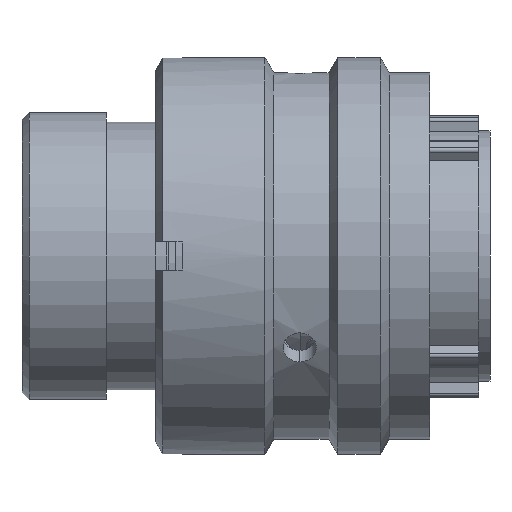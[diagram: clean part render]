
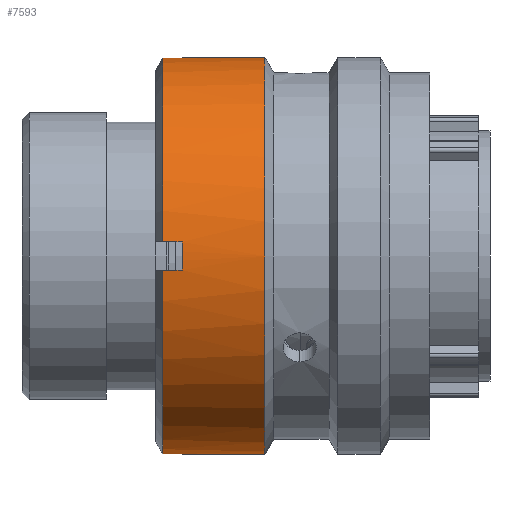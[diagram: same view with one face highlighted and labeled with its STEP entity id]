
A CAD part, front view. The second image highlights one B-rep face of the part: STEP entity #7593.
In plain terms, the highlighted cylindrical face has radius 14.15 mm (diameter 28.3 mm), a partial arc.
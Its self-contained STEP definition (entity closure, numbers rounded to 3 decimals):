
#53 = DIRECTION ( 'NONE',  ( 0., 0., 1. ) ) ;
#217 = CARTESIAN_POINT ( 'NONE',  ( -7.068, -0.207, -13.702 ) ) ;
#409 = DIRECTION ( 'NONE',  ( 0., 0., -1. ) ) ;
#505 = VERTEX_POINT ( 'NONE', #19760 ) ;
#572 = LINE ( 'NONE', #30691, #12870 ) ;
#951 = VERTEX_POINT ( 'NONE', #25098 ) ;
#1305 = CARTESIAN_POINT ( 'NONE',  ( 10.582, -0.207, 14.527 ) ) ;
#1309 = EDGE_CURVE ( 'NONE', #951, #505, #20209, .T. ) ;
#1378 = VECTOR ( 'NONE', #19869, 1000. ) ;
#1813 = CARTESIAN_POINT ( 'NONE',  ( 10.582, -0.207, -13.702 ) ) ;
#2590 = ORIENTED_EDGE ( 'NONE', *, *, #3353, .T. ) ;
#2851 = DIRECTION ( 'NONE',  ( 1., 0., 0. ) ) ;
#2969 = VECTOR ( 'NONE', #22567, 1000. ) ;
#3353 = EDGE_CURVE ( 'NONE', #37407, #19594, #10461, .T. ) ;
#3620 = EDGE_CURVE ( 'NONE', #28013, #37787, #43105, .T. ) ;
#5190 = ORIENTED_EDGE ( 'NONE', *, *, #26110, .T. ) ;
#6184 = CARTESIAN_POINT ( 'NONE',  ( -8.468, 0.793, 0.413 ) ) ;
#6668 = AXIS2_PLACEMENT_3D ( 'NONE', #6184, #44230, #16812 ) ;
#7205 = ORIENTED_EDGE ( 'NONE', *, *, #34405, .F. ) ;
#7593 = ADVANCED_FACE ( 'NONE', ( #19204 ), #37969, .T. ) ;
#8000 = VERTEX_POINT ( 'NONE', #15725 ) ;
#10461 = CIRCLE ( 'NONE', #6668, 14.15 ) ;
#11657 = ORIENTED_EDGE ( 'NONE', *, *, #3620, .T. ) ;
#12093 = DIRECTION ( 'NONE',  ( 1., 0., 0. ) ) ;
#12232 = CARTESIAN_POINT ( 'NONE',  ( -7.068, 0.793, 0.413 ) ) ;
#12252 = DIRECTION ( 'NONE',  ( 0., 0., -1. ) ) ;
#12870 = VECTOR ( 'NONE', #2851, 1000. ) ;
#13351 = DIRECTION ( 'NONE',  ( 1., 0., 0. ) ) ;
#14584 = ORIENTED_EDGE ( 'NONE', *, *, #43221, .T. ) ;
#14886 = CARTESIAN_POINT ( 'NONE',  ( 10.582, -13.322, 1.413 ) ) ;
#15180 = DIRECTION ( 'NONE',  ( 1., 0., 0. ) ) ;
#15569 = EDGE_LOOP ( 'NONE', ( #32884, #5190, #39565, #2590, #22919, #29033, #14584, #43318, #33282, #11657, #32355, #7205 ) ) ;
#15725 = CARTESIAN_POINT ( 'NONE',  ( -8.468, -13.322, -0.587 ) ) ;
#16396 = CARTESIAN_POINT ( 'NONE',  ( -7.068, 0.793, 0.413 ) ) ;
#16523 = EDGE_CURVE ( 'NONE', #19594, #951, #39090, .T. ) ;
#16812 = DIRECTION ( 'NONE',  ( 0., 0., -1. ) ) ;
#17108 = DIRECTION ( 'NONE',  ( 1., 0., 0. ) ) ;
#17380 = CIRCLE ( 'NONE', #31989, 14.15 ) ;
#17646 = AXIS2_PLACEMENT_3D ( 'NONE', #12232, #12093, #36097 ) ;
#17858 = CARTESIAN_POINT ( 'NONE',  ( -1.164, 0.793, 14.563 ) ) ;
#18006 = AXIS2_PLACEMENT_3D ( 'NONE', #33075, #39647, #29462 ) ;
#18467 = EDGE_CURVE ( 'NONE', #23249, #37407, #29706, .T. ) ;
#19186 = AXIS2_PLACEMENT_3D ( 'NONE', #34859, #41881, #409 ) ;
#19204 = FACE_OUTER_BOUND ( 'NONE', #15569, .T. ) ;
#19227 = CARTESIAN_POINT ( 'NONE',  ( -7.068, -0.207, 14.527 ) ) ;
#19594 = VERTEX_POINT ( 'NONE', #38768 ) ;
#19760 = CARTESIAN_POINT ( 'NONE',  ( -7.068, -13.322, -0.587 ) ) ;
#19869 = DIRECTION ( 'NONE',  ( -1., 0., 0. ) ) ;
#20209 = CIRCLE ( 'NONE', #25594, 14.15 ) ;
#20755 = CARTESIAN_POINT ( 'NONE',  ( -8.468, -0.207, -13.702 ) ) ;
#22567 = DIRECTION ( 'NONE',  ( -1., 0., 0. ) ) ;
#22639 = VERTEX_POINT ( 'NONE', #17858 ) ;
#22919 = ORIENTED_EDGE ( 'NONE', *, *, #16523, .T. ) ;
#23249 = VERTEX_POINT ( 'NONE', #19227 ) ;
#23468 = VERTEX_POINT ( 'NONE', #41357 ) ;
#23512 = DIRECTION ( 'NONE',  ( 1., 0., 0. ) ) ;
#23745 = DIRECTION ( 'NONE',  ( 0., 0., 1. ) ) ;
#24271 = EDGE_CURVE ( 'NONE', #32617, #22639, #572, .T. ) ;
#24622 = CIRCLE ( 'NONE', #19186, 14.15 ) ;
#25098 = CARTESIAN_POINT ( 'NONE',  ( -7.068, -13.322, 1.413 ) ) ;
#25594 = AXIS2_PLACEMENT_3D ( 'NONE', #34639, #17108, #53 ) ;
#26110 = EDGE_CURVE ( 'NONE', #32617, #23249, #30927, .T. ) ;
#26650 = CARTESIAN_POINT ( 'NONE',  ( 10.582, 0.793, -13.737 ) ) ;
#28013 = VERTEX_POINT ( 'NONE', #217 ) ;
#28192 = LINE ( 'NONE', #26650, #29260 ) ;
#29033 = ORIENTED_EDGE ( 'NONE', *, *, #1309, .T. ) ;
#29260 = VECTOR ( 'NONE', #23512, 1000. ) ;
#29462 = DIRECTION ( 'NONE',  ( 0., 0., -1. ) ) ;
#29522 = CARTESIAN_POINT ( 'NONE',  ( -1.164, 0.793, 0.413 ) ) ;
#29706 = LINE ( 'NONE', #1305, #2969 ) ;
#29782 = CARTESIAN_POINT ( 'NONE',  ( -8.468, -0.207, 14.527 ) ) ;
#29910 = EDGE_CURVE ( 'NONE', #30700, #28013, #42057, .T. ) ;
#30691 = CARTESIAN_POINT ( 'NONE',  ( 10.582, 0.793, 14.563 ) ) ;
#30700 = VERTEX_POINT ( 'NONE', #20755 ) ;
#30927 = CIRCLE ( 'NONE', #31527, 14.15 ) ;
#31527 = AXIS2_PLACEMENT_3D ( 'NONE', #16396, #13351, #23745 ) ;
#31566 = CARTESIAN_POINT ( 'NONE',  ( -7.068, 0.793, -13.737 ) ) ;
#31632 = EDGE_CURVE ( 'NONE', #8000, #30700, #24622, .T. ) ;
#31941 = LINE ( 'NONE', #39339, #1378 ) ;
#31989 = AXIS2_PLACEMENT_3D ( 'NONE', #29522, #42695, #12252 ) ;
#32355 = ORIENTED_EDGE ( 'NONE', *, *, #41192, .T. ) ;
#32617 = VERTEX_POINT ( 'NONE', #36589 ) ;
#32884 = ORIENTED_EDGE ( 'NONE', *, *, #24271, .F. ) ;
#33075 = CARTESIAN_POINT ( 'NONE',  ( 10.582, 0.793, 0.413 ) ) ;
#33282 = ORIENTED_EDGE ( 'NONE', *, *, #29910, .T. ) ;
#33537 = VECTOR ( 'NONE', #39699, 1000. ) ;
#34405 = EDGE_CURVE ( 'NONE', #22639, #23468, #17380, .T. ) ;
#34639 = CARTESIAN_POINT ( 'NONE',  ( -7.068, 0.793, 0.413 ) ) ;
#34859 = CARTESIAN_POINT ( 'NONE',  ( -8.468, 0.793, 0.413 ) ) ;
#36097 = DIRECTION ( 'NONE',  ( 0., 0., 1. ) ) ;
#36589 = CARTESIAN_POINT ( 'NONE',  ( -7.068, 0.793, 14.563 ) ) ;
#36951 = VECTOR ( 'NONE', #15180, 1000. ) ;
#37407 = VERTEX_POINT ( 'NONE', #29782 ) ;
#37787 = VERTEX_POINT ( 'NONE', #31566 ) ;
#37969 = CYLINDRICAL_SURFACE ( 'NONE', #18006, 14.15 ) ;
#38768 = CARTESIAN_POINT ( 'NONE',  ( -8.468, -13.322, 1.413 ) ) ;
#39090 = LINE ( 'NONE', #14886, #36951 ) ;
#39339 = CARTESIAN_POINT ( 'NONE',  ( 10.582, -13.322, -0.587 ) ) ;
#39565 = ORIENTED_EDGE ( 'NONE', *, *, #18467, .T. ) ;
#39647 = DIRECTION ( 'NONE',  ( 1., 0., 0. ) ) ;
#39699 = DIRECTION ( 'NONE',  ( 1., 0., 0. ) ) ;
#41192 = EDGE_CURVE ( 'NONE', #37787, #23468, #28192, .T. ) ;
#41357 = CARTESIAN_POINT ( 'NONE',  ( -1.164, 0.793, -13.737 ) ) ;
#41881 = DIRECTION ( 'NONE',  ( 1., 0., 0. ) ) ;
#42057 = LINE ( 'NONE', #1813, #33537 ) ;
#42695 = DIRECTION ( 'NONE',  ( 1., 0., 0. ) ) ;
#43105 = CIRCLE ( 'NONE', #17646, 14.15 ) ;
#43221 = EDGE_CURVE ( 'NONE', #505, #8000, #31941, .T. ) ;
#43318 = ORIENTED_EDGE ( 'NONE', *, *, #31632, .T. ) ;
#44230 = DIRECTION ( 'NONE',  ( 1., 0., 0. ) ) ;
